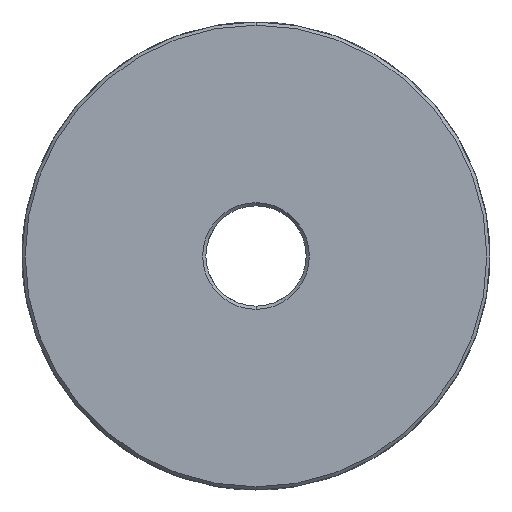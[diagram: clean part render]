
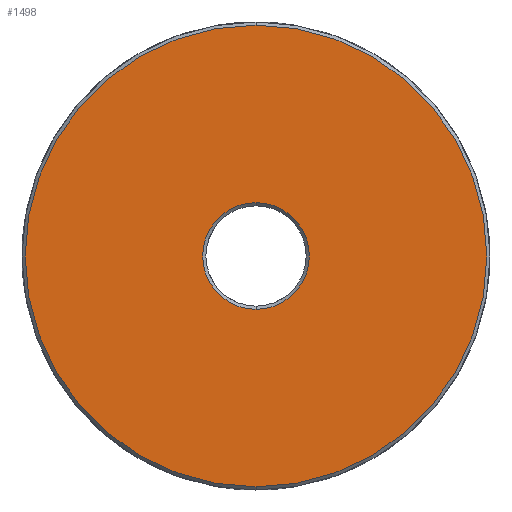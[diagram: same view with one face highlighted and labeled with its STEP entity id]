
A CAD part, left-side view. The second image highlights one B-rep face of the part: STEP entity #1498.
In plain terms, the highlighted planar face has unit normal (-1, 0, 0).
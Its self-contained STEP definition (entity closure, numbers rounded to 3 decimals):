
#115 = VERTEX_POINT ( 'NONE', #1987 ) ;
#116 = VERTEX_POINT ( 'NONE', #1988 ) ;
#117 = VERTEX_POINT ( 'NONE', #1989 ) ;
#118 = VERTEX_POINT ( 'NONE', #1990 ) ;
#516 = EDGE_CURVE ( 'NONE', #115, #116, #5207, .T. ) ;
#544 = EDGE_CURVE ( 'NONE', #117, #118, #5249, .T. ) ;
#600 = EDGE_CURVE ( 'NONE', #118, #117, #5994, .T. ) ;
#602 = EDGE_CURVE ( 'NONE', #116, #115, #5997, .T. ) ;
#1498 = ADVANCED_FACE ( 'NONE', ( #7566, #7569 ), #7403, .T. ) ;
#1987 = CARTESIAN_POINT ( 'NONE',  ( -39., 0., 6.381 ) ) ;
#1988 = CARTESIAN_POINT ( 'NONE',  ( -39., 0., -6.381 ) ) ;
#1989 = CARTESIAN_POINT ( 'NONE',  ( -39., 0., 27.619 ) ) ;
#1990 = CARTESIAN_POINT ( 'NONE',  ( -39., 0., -27.619 ) ) ;
#2579 = ORIENTED_EDGE ( 'NONE', *, *, #544, .F. ) ;
#2580 = ORIENTED_EDGE ( 'NONE', *, *, #600, .F. ) ;
#2581 = ORIENTED_EDGE ( 'NONE', *, *, #602, .F. ) ;
#2582 = ORIENTED_EDGE ( 'NONE', *, *, #516, .F. ) ;
#3377 = EDGE_LOOP ( 'NONE', ( #2581, #2582 ) ) ;
#3379 = EDGE_LOOP ( 'NONE', ( #2579, #2580 ) ) ;
#3561 = AXIS2_PLACEMENT_3D ( 'NONE', #4993, #4994, #4995 ) ;
#3575 = AXIS2_PLACEMENT_3D ( 'NONE', #5067, #5069, #5070 ) ;
#3606 = AXIS2_PLACEMENT_3D ( 'NONE', #5541, #5542, #5543 ) ;
#3607 = AXIS2_PLACEMENT_3D ( 'NONE', #5547, #5548, #5549 ) ;
#4993 = CARTESIAN_POINT ( 'NONE',  ( -39., 0., 0. ) ) ;
#4994 = DIRECTION ( 'NONE',  ( -1., 0., 0. ) ) ;
#4995 = DIRECTION ( 'NONE',  ( 0., 0., -1. ) ) ;
#5067 = CARTESIAN_POINT ( 'NONE',  ( -39., 0., 0. ) ) ;
#5069 = DIRECTION ( 'NONE',  ( 1., 0., 0. ) ) ;
#5070 = DIRECTION ( 'NONE',  ( 0., 0., -1. ) ) ;
#5207 = CIRCLE ( 'NONE', #3561, 6.381 ) ;
#5249 = CIRCLE ( 'NONE', #3575, 27.619 ) ;
#5541 = CARTESIAN_POINT ( 'NONE',  ( -39., 0., 0. ) ) ;
#5542 = DIRECTION ( 'NONE',  ( 1., 0., 0. ) ) ;
#5543 = DIRECTION ( 'NONE',  ( 0., 0., -1. ) ) ;
#5547 = CARTESIAN_POINT ( 'NONE',  ( -39., 0., 0. ) ) ;
#5548 = DIRECTION ( 'NONE',  ( -1., 0., 0. ) ) ;
#5549 = DIRECTION ( 'NONE',  ( 0., 0., -1. ) ) ;
#5994 = CIRCLE ( 'NONE', #3606, 27.619 ) ;
#5997 = CIRCLE ( 'NONE', #3607, 6.381 ) ;
#6295 = AXIS2_PLACEMENT_3D ( 'NONE', #7402, #7405, #7406 ) ;
#7402 = CARTESIAN_POINT ( 'NONE',  ( -39., 0., 0. ) ) ;
#7403 = PLANE ( 'NONE',  #6295 ) ;
#7405 = DIRECTION ( 'NONE',  ( -1., 0., 0. ) ) ;
#7406 = DIRECTION ( 'NONE',  ( 0., 0., -1. ) ) ;
#7566 = FACE_OUTER_BOUND ( 'NONE', #3379, .T. ) ;
#7569 = FACE_BOUND ( 'NONE', #3377, .T. ) ;
